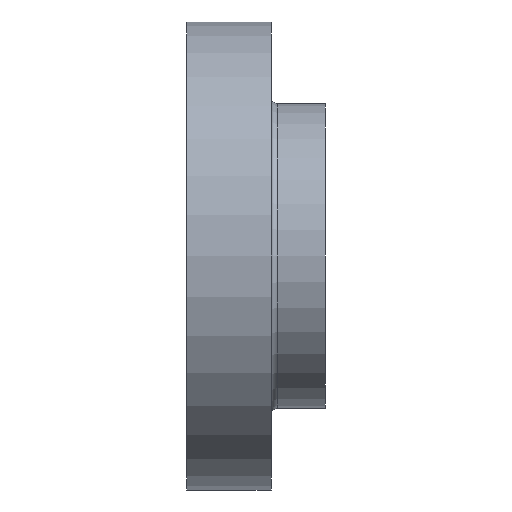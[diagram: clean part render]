
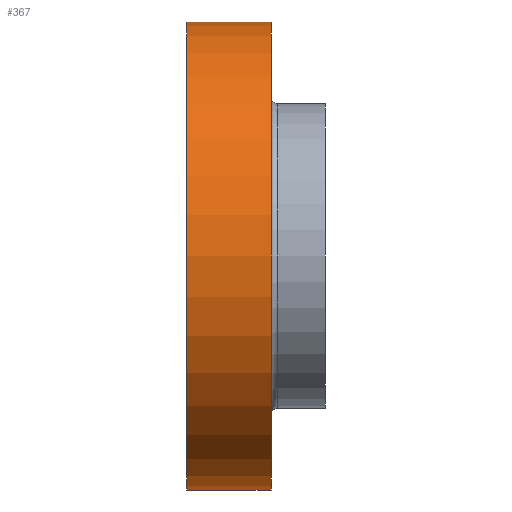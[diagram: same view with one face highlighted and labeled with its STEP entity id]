
A CAD part, front view. The second image highlights one B-rep face of the part: STEP entity #367.
In plain terms, the highlighted cylindrical face has radius 492.125 mm (diameter 984.25 mm), a partial arc.
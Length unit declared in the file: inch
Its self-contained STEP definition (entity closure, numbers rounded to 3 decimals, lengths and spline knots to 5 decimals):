
#15 = EDGE_CURVE ( 'NONE', #998, #430, #1239, .T. ) ;
#140 = DIRECTION ( 'NONE',  ( -1., 0., 0. ) ) ;
#147 = AXIS2_PLACEMENT_3D ( 'NONE', #209, #481, #992 ) ;
#182 = ORIENTED_EDGE ( 'NONE', *, *, #1158, .T. ) ;
#198 = DIRECTION ( 'NONE',  ( 0., 0., 1. ) ) ;
#209 = CARTESIAN_POINT ( 'NONE',  ( 0., 0., 0. ) ) ;
#246 = DIRECTION ( 'NONE',  ( 0., 0., 1. ) ) ;
#256 = CARTESIAN_POINT ( 'NONE',  ( 1.54986, 0., 19.375 ) ) ;
#323 = LINE ( 'NONE', #832, #775 ) ;
#367 = ADVANCED_FACE ( 'NONE', ( #1465 ), #736, .T. ) ;
#388 = CARTESIAN_POINT ( 'NONE',  ( 1.54986, 0., -19.375 ) ) ;
#429 = DIRECTION ( 'NONE',  ( -1., 0., 0. ) ) ;
#430 = VERTEX_POINT ( 'NONE', #1379 ) ;
#437 = CARTESIAN_POINT ( 'NONE',  ( -5.45014, 0., 0. ) ) ;
#481 = DIRECTION ( 'NONE',  ( -1., 0., 0. ) ) ;
#490 = CARTESIAN_POINT ( 'NONE',  ( -5.45014, 0., -19.375 ) ) ;
#521 = EDGE_CURVE ( 'NONE', #982, #998, #761, .T. ) ;
#525 = AXIS2_PLACEMENT_3D ( 'NONE', #437, #429, #198 ) ;
#530 = AXIS2_PLACEMENT_3D ( 'NONE', #1521, #1116, #246 ) ;
#611 = VECTOR ( 'NONE', #140, 39.37008 ) ;
#736 = CYLINDRICAL_SURFACE ( 'NONE', #147, 19.375 ) ;
#745 = DIRECTION ( 'NONE',  ( -1., 0., 0. ) ) ;
#761 = LINE ( 'NONE', #1262, #611 ) ;
#775 = VECTOR ( 'NONE', #745, 39.37008 ) ;
#817 = ORIENTED_EDGE ( 'NONE', *, *, #521, .F. ) ;
#832 = CARTESIAN_POINT ( 'NONE',  ( 0., 0., 19.375 ) ) ;
#967 = EDGE_CURVE ( 'NONE', #1147, #430, #323, .T. ) ;
#982 = VERTEX_POINT ( 'NONE', #388 ) ;
#991 = ORIENTED_EDGE ( 'NONE', *, *, #15, .F. ) ;
#992 = DIRECTION ( 'NONE',  ( 0., 0., 1. ) ) ;
#998 = VERTEX_POINT ( 'NONE', #490 ) ;
#1078 = ORIENTED_EDGE ( 'NONE', *, *, #967, .T. ) ;
#1116 = DIRECTION ( 'NONE',  ( -1., 0., 0. ) ) ;
#1147 = VERTEX_POINT ( 'NONE', #256 ) ;
#1158 = EDGE_CURVE ( 'NONE', #982, #1147, #1247, .T. ) ;
#1239 = CIRCLE ( 'NONE', #525, 19.375 ) ;
#1247 = CIRCLE ( 'NONE', #530, 19.375 ) ;
#1262 = CARTESIAN_POINT ( 'NONE',  ( 0., 0., -19.375 ) ) ;
#1379 = CARTESIAN_POINT ( 'NONE',  ( -5.45014, 0., 19.375 ) ) ;
#1465 = FACE_OUTER_BOUND ( 'NONE', #1510, .T. ) ;
#1510 = EDGE_LOOP ( 'NONE', ( #817, #182, #1078, #991 ) ) ;
#1521 = CARTESIAN_POINT ( 'NONE',  ( 1.54986, 0., 0. ) ) ;
